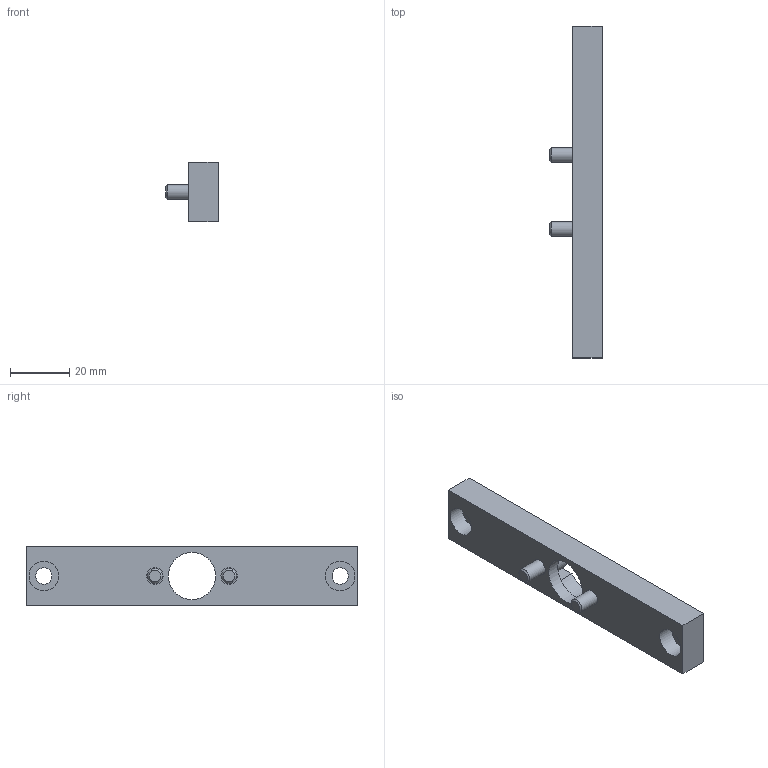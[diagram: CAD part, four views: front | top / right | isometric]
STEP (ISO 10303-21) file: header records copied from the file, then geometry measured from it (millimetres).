
FILE_DESCRIPTION(/* description */ ('STEP AP214'),/* implementation_level */ '2;1');
FILE_NAME(/* name */ '161813_FZF-25',/* time_stamp */ '2024-08-28T19:47:25+02:00',/* author */ ('License CC BY-ND 4.0'),/* organization */ ('CADENAS'),/* preprocessor_version */ 'ST-DEVELOPER v19.3',/* originating_system */ 'PARTsolutions',/* authorisation */ ' ');
FILE_SCHEMA (('AUTOMOTIVE_DESIGN {1 0 10303 214 3 1 1}'));
Length unit declared in the file: millimetre
Products named in the file (3): 161813 FZF-25; 161813 FZF-25---(p); DIN-912 - M5x12(F)
Assembly tree (3 placements, depth 2):
  161813 FZF-25
    161813 FZF-25---(p)
    DIN-912 - M5x12(F)  x2
Bounding box: 17.7 x 112 x 20 mm (x, y, z)
Volume: 18923.9 mm3; surface area: 8798.9 mm2
Topology: 3 solids, 3 shells, 80 faces, 165 edges, 96 vertices
Faces by surface type: plane 43, cone 22, cylinder 15
Full cylindrical faces by diameter (mm): 5 x2, 5.5 x4, 8.5 x2, 10 x2, 16 x1
Entity records: 1411 total; most frequent: DIRECTION 242, CARTESIAN_POINT 239, ORIENTED_EDGE 188, AXIS2_PLACEMENT_3D 98, EDGE_CURVE 94, FACE_BOUND 81, EDGE_LOOP 80, VERTEX_POINT 65
